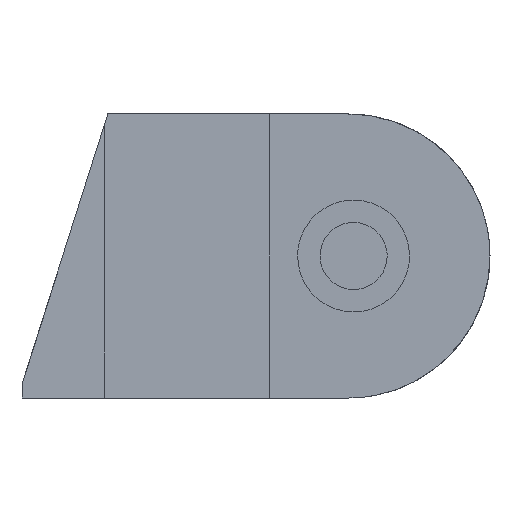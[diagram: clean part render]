
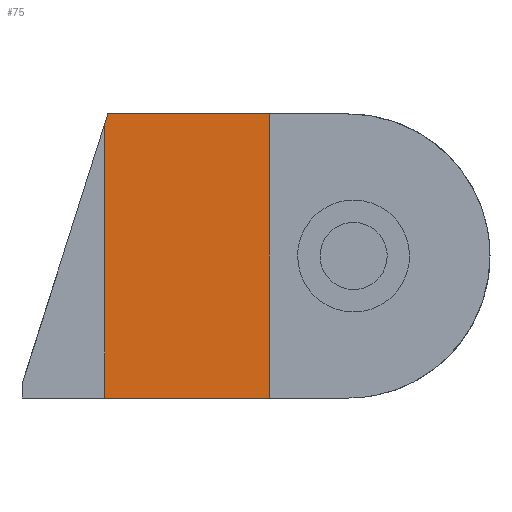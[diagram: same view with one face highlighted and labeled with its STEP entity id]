
A CAD part, front view. The second image highlights one B-rep face of the part: STEP entity #75.
In plain terms, the highlighted planar face has unit normal (-0.005, -1, 0).
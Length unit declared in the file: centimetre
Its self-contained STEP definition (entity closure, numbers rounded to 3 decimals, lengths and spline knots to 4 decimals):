
#75=ADVANCED_FACE('',(#171),#1396,.T.);
#171=FACE_OUTER_BOUND('',#260,.T.);
#260=EDGE_LOOP('',(#529,#530,#531,#532,#533));
#529=ORIENTED_EDGE('',*,*,#894,.T.);
#530=ORIENTED_EDGE('',*,*,#897,.T.);
#531=ORIENTED_EDGE('',*,*,#880,.T.);
#532=ORIENTED_EDGE('',*,*,#861,.F.);
#533=ORIENTED_EDGE('',*,*,#898,.F.);
#861=EDGE_CURVE('',#1272,#1274,#1123,.T.);
#880=EDGE_CURVE('',#1289,#1274,#1142,.T.);
#894=EDGE_CURVE('',#1302,#1303,#1156,.T.);
#897=EDGE_CURVE('',#1303,#1289,#1159,.T.);
#898=EDGE_CURVE('',#1302,#1272,#1160,.T.);
#1123=B_SPLINE_CURVE_WITH_KNOTS('',1,(#2363,#2364),.UNSPECIFIED.,.F.,.F.,
(2,2),(4.4333,6.8862),.UNSPECIFIED.);
#1142=B_SPLINE_CURVE_WITH_KNOTS('',3,(#2401,#2402,#2403,#2404),
 .UNSPECIFIED.,.F.,.F.,(4,4),(0.,0.0916),.UNSPECIFIED.);
#1156=B_SPLINE_CURVE_WITH_KNOTS('',1,(#2433,#2434),.UNSPECIFIED.,.F.,.F.,
(2,2),(0.,2.5401),.UNSPECIFIED.);
#1159=B_SPLINE_CURVE_WITH_KNOTS('',1,(#2439,#2440),.UNSPECIFIED.,.F.,.F.,
(2,2),(0.4322,0.749),.UNSPECIFIED.);
#1160=B_SPLINE_CURVE_WITH_KNOTS('',1,(#2441,#2442),.UNSPECIFIED.,.F.,.F.,
(2,2),(0.4322,0.7551),.UNSPECIFIED.);
#1272=VERTEX_POINT('',#2259);
#1274=VERTEX_POINT('',#2261);
#1289=VERTEX_POINT('',#2276);
#1302=VERTEX_POINT('',#2289);
#1303=VERTEX_POINT('',#2290);
#1396=PLANE('',#1466);
#1466=AXIS2_PLACEMENT_3D('',#2077,#1519,$);
#1519=DIRECTION('',(-0.005,-1.,0.));
#2077=CARTESIAN_POINT('',(3.2667,-1.8866,-0.0157));
#2259=CARTESIAN_POINT('',(-0.1773,-1.8693,-0.0157));
#2261=CARTESIAN_POINT('',(-0.1773,-1.8693,2.4371));
#2276=CARTESIAN_POINT('',(-0.1495,-1.8694,2.5244));
#2289=CARTESIAN_POINT('',(1.2954,-1.8767,-0.0157));
#2290=CARTESIAN_POINT('',(1.2954,-1.8767,2.5244));
#2363=CARTESIAN_POINT('',(-0.1773,-1.8693,-0.0157));
#2364=CARTESIAN_POINT('',(-0.1773,-1.8693,2.4371));
#2401=CARTESIAN_POINT('',(-0.1495,-1.8694,2.5244));
#2402=CARTESIAN_POINT('',(-0.1588,-1.8694,2.4953));
#2403=CARTESIAN_POINT('',(-0.168,-1.8693,2.4662));
#2404=CARTESIAN_POINT('',(-0.1773,-1.8693,2.4371));
#2433=CARTESIAN_POINT('',(1.2954,-1.8767,-0.0157));
#2434=CARTESIAN_POINT('',(1.2954,-1.8767,2.5244));
#2439=CARTESIAN_POINT('',(1.2954,-1.8767,2.5244));
#2440=CARTESIAN_POINT('',(-0.1495,-1.8694,2.5244));
#2441=CARTESIAN_POINT('',(1.2954,-1.8767,-0.0157));
#2442=CARTESIAN_POINT('',(-0.1773,-1.8693,-0.0157));
